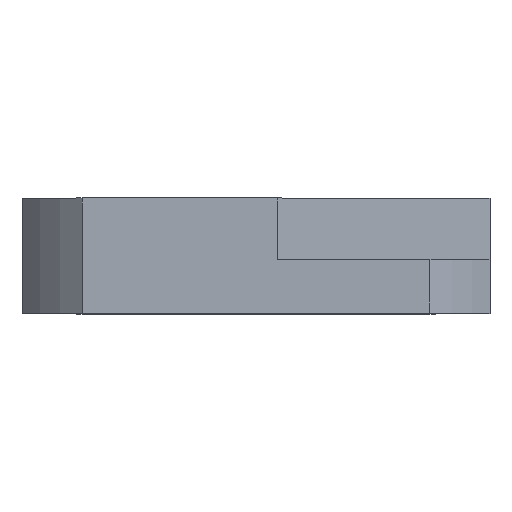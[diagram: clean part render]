
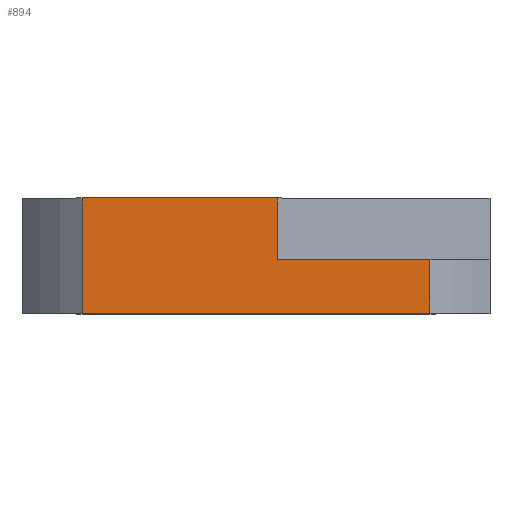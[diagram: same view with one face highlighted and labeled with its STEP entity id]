
A CAD part, top view. The second image highlights one B-rep face of the part: STEP entity #894.
In plain terms, the highlighted planar face has unit normal (0, 0, 1).
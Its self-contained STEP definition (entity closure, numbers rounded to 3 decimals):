
#14 = FACE_OUTER_BOUND ( 'NONE', #472, .T. ) ;
#26 = DIRECTION ( 'NONE',  ( 0., -1., 0. ) ) ;
#57 = ORIENTED_EDGE ( 'NONE', *, *, #403, .T. ) ;
#128 = ORIENTED_EDGE ( 'NONE', *, *, #648, .T. ) ;
#165 = EDGE_CURVE ( 'NONE', #1063, #1019, #572, .T. ) ;
#230 = DIRECTION ( 'NONE',  ( 0., 1., 0. ) ) ;
#281 = VECTOR ( 'NONE', #1353, 1000. ) ;
#388 = VECTOR ( 'NONE', #1245, 1000. ) ;
#403 = EDGE_CURVE ( 'NONE', #1075, #682, #1259, .T. ) ;
#422 = CARTESIAN_POINT ( 'NONE',  ( 3., -0.5, 32.5 ) ) ;
#440 = ORIENTED_EDGE ( 'NONE', *, *, #606, .T. ) ;
#472 = EDGE_LOOP ( 'NONE', ( #57, #1556, #440, #741, #128, #1298 ) ) ;
#511 = CARTESIAN_POINT ( 'NONE',  ( 32.5, 0., 32.5 ) ) ;
#572 = LINE ( 'NONE', #974, #1427 ) ;
#606 = EDGE_CURVE ( 'NONE', #1544, #1063, #1067, .T. ) ;
#648 = EDGE_CURVE ( 'NONE', #1019, #765, #1467, .T. ) ;
#682 = VERTEX_POINT ( 'NONE', #1573 ) ;
#741 = ORIENTED_EDGE ( 'NONE', *, *, #165, .T. ) ;
#748 = EDGE_CURVE ( 'NONE', #765, #1075, #985, .T. ) ;
#765 = VERTEX_POINT ( 'NONE', #1586 ) ;
#781 = EDGE_CURVE ( 'NONE', #682, #1544, #864, .T. ) ;
#819 = CARTESIAN_POINT ( 'NONE',  ( 24.166, -8., 32.5 ) ) ;
#821 = AXIS2_PLACEMENT_3D ( 'NONE', #511, #996, #1147 ) ;
#841 = DIRECTION ( 'NONE',  ( -1., 0., 0. ) ) ;
#855 = CARTESIAN_POINT ( 'NONE',  ( 32.5, 8., 32.5 ) ) ;
#864 = LINE ( 'NONE', #1238, #388 ) ;
#880 = VECTOR ( 'NONE', #26, 1000. ) ;
#894 = ADVANCED_FACE ( 'NONE', ( #14 ), #1377, .T. ) ;
#931 = CARTESIAN_POINT ( 'NONE',  ( -24.166, 8., 32.5 ) ) ;
#972 = CARTESIAN_POINT ( 'NONE',  ( 3., 4., 32.5 ) ) ;
#974 = CARTESIAN_POINT ( 'NONE',  ( 27.285, -0.5, 32.5 ) ) ;
#985 = LINE ( 'NONE', #855, #281 ) ;
#996 = DIRECTION ( 'NONE',  ( 0., 0., 1. ) ) ;
#1019 = VERTEX_POINT ( 'NONE', #422 ) ;
#1063 = VERTEX_POINT ( 'NONE', #1429 ) ;
#1067 = LINE ( 'NONE', #1333, #1477 ) ;
#1075 = VERTEX_POINT ( 'NONE', #931 ) ;
#1147 = DIRECTION ( 'NONE',  ( 1., 0., 0. ) ) ;
#1238 = CARTESIAN_POINT ( 'NONE',  ( 32.5, -8., 32.5 ) ) ;
#1245 = DIRECTION ( 'NONE',  ( 1., 0., 0. ) ) ;
#1259 = LINE ( 'NONE', #1406, #880 ) ;
#1298 = ORIENTED_EDGE ( 'NONE', *, *, #748, .T. ) ;
#1333 = CARTESIAN_POINT ( 'NONE',  ( 24.166, 0., 32.5 ) ) ;
#1353 = DIRECTION ( 'NONE',  ( -1., 0., 0. ) ) ;
#1377 = PLANE ( 'NONE',  #821 ) ;
#1406 = CARTESIAN_POINT ( 'NONE',  ( -24.166, 0., 32.5 ) ) ;
#1420 = VECTOR ( 'NONE', #230, 1000. ) ;
#1427 = VECTOR ( 'NONE', #841, 1000. ) ;
#1429 = CARTESIAN_POINT ( 'NONE',  ( 24.166, -0.5, 32.5 ) ) ;
#1467 = LINE ( 'NONE', #972, #1420 ) ;
#1477 = VECTOR ( 'NONE', #1549, 1000. ) ;
#1544 = VERTEX_POINT ( 'NONE', #819 ) ;
#1549 = DIRECTION ( 'NONE',  ( 0., 1., 0. ) ) ;
#1556 = ORIENTED_EDGE ( 'NONE', *, *, #781, .T. ) ;
#1573 = CARTESIAN_POINT ( 'NONE',  ( -24.166, -8., 32.5 ) ) ;
#1586 = CARTESIAN_POINT ( 'NONE',  ( 3., 8., 32.5 ) ) ;
